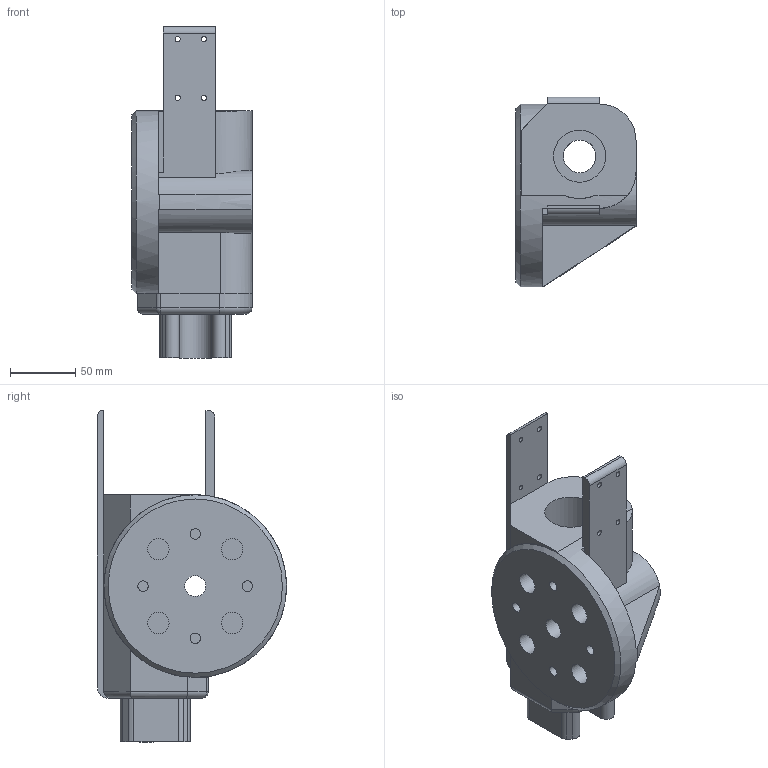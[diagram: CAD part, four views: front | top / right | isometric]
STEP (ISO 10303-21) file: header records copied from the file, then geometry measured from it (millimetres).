
FILE_DESCRIPTION(/* description */ ('STEP AP214'),/* implementation_level */ '2;1');
FILE_NAME(/* name */ '6570e88848fc2760bbd3b10c',/* time_stamp */ '2023-12-06T21:32:57Z',/* author */ (''),/* organization */ (''),/* preprocessor_version */ 'ST-DEVELOPER v19.4',/* originating_system */ ' ',/* authorisation */ ' ');
FILE_SCHEMA (('AUTOMOTIVE_DESIGN {1 0 10303 214 3 1 1}'));
Length unit declared in the file: metre
Products named in the file (1): Arm2Mountv2
Bounding box: 92 x 145 x 254.5 mm (x, y, z)
Volume: 1149282.1 mm3; surface area: 131406.6 mm2
Topology: 1 solids, 1 shells, 111 faces, 279 edges, 182 vertices
Faces by surface type: plane 58, cylinder 48, cone 2, torus 2, sphere 1
Full cylindrical faces by diameter (mm): 3.5 x2, 4.05 x8, 8 x4, 16 x1, 16.4 x4, 25 x1, 40 x1, 140 x1
Entity records: 3292 total; most frequent: CARTESIAN_POINT 585, DIRECTION 577, ORIENTED_EDGE 504, EDGE_CURVE 252, AXIS2_PLACEMENT_3D 219, VERTEX_POINT 178, EDGE_LOOP 166, FACE_BOUND 166
